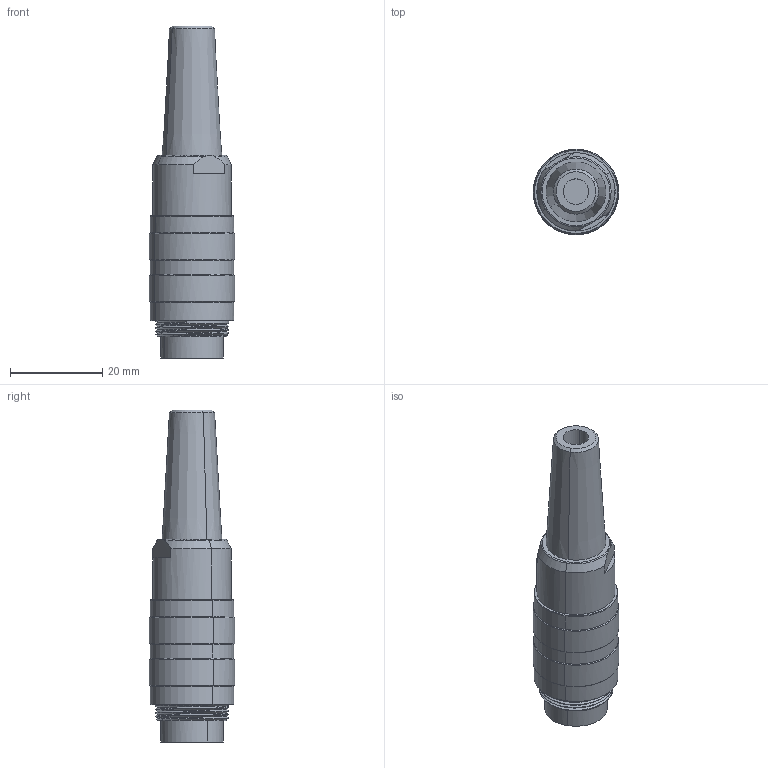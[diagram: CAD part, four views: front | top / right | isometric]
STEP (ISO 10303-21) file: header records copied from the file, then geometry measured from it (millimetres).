
FILE_DESCRIPTION(('CATIA V5 STEP Exchange','CAx-IF Rec.Pracs.--- Model Styling and Organization---1.4--- 2014-01-23'),'2;1');
FILE_NAME ('006672-1_1', '2019-12-12T10:38:11+00:00', ('none'), ('Weidmueller'), 'CATIA Version 5-6 Release 2016 SP3 HF44', 'CATIA V5 STEP AP214', 'none');
FILE_SCHEMA(('AUTOMOTIVE_DESIGN { 1 0 10303 214 1 1 1 1 }'));
Length unit declared in the file: millimetre
Products named in the file (1): 1117990000
Bounding box: 18.5 x 18.5 x 71.8 mm (x, y, z)
Volume: 11884.1 mm3; surface area: 4942.6 mm2
Topology: 2 solids, 3 shells, 138 faces, 421 edges, 299 vertices
Faces by surface type: cylinder 50, cone 43, bspline 25, plane 16, torus 4
Entity records: 8464 total; most frequent: CARTESIAN_POINT 5260, ORIENTED_EDGE 842, EDGE_CURVE 421, DIRECTION 388, VERTEX_POINT 299, AXIS2_PLACEMENT_3D 193, B_SPLINE_CURVE_WITH_KNOTS 188, EDGE_LOOP 148
